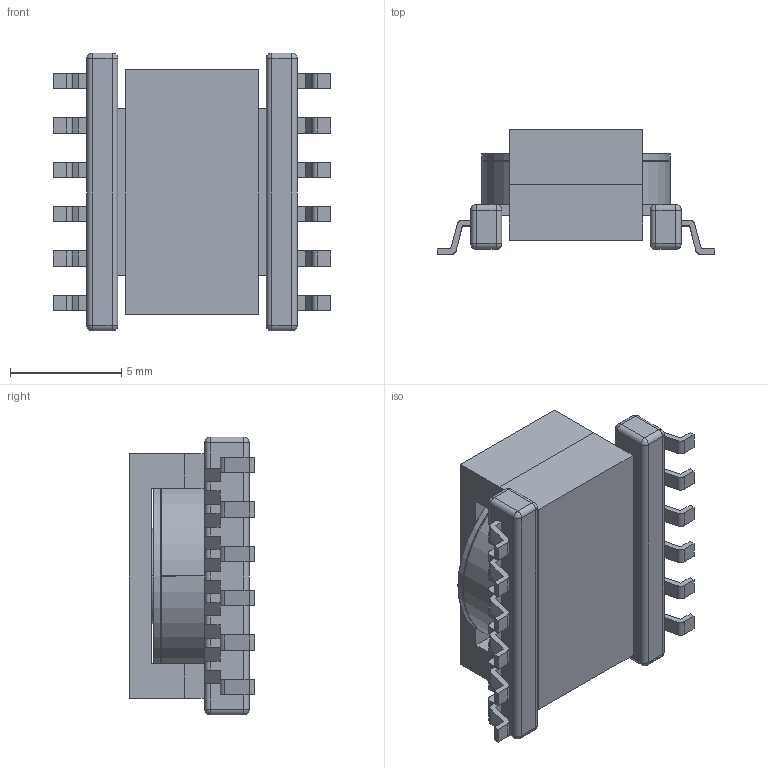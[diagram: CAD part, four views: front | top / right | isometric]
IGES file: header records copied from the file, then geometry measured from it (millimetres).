
Start section: SolidWorks IGES file using analytic representation for surfaces
Global section: file name: ER11.5_6058.IGS; native system: SolidWorks 2017; preprocessor: SolidWorks 2017; author: tisha.pedersen; date: 190131.144806; units: millimetre
Bounding box: 12.48 x 5.64 x 12.5 mm (x, y, z)
Surface area: 1073.7 mm2 (no closed solid volume)
Topology: 0 solids, 0 shells, 340 faces, 2540 edges, 2524 vertices
Faces by surface type: bspline 228, revolution 112
